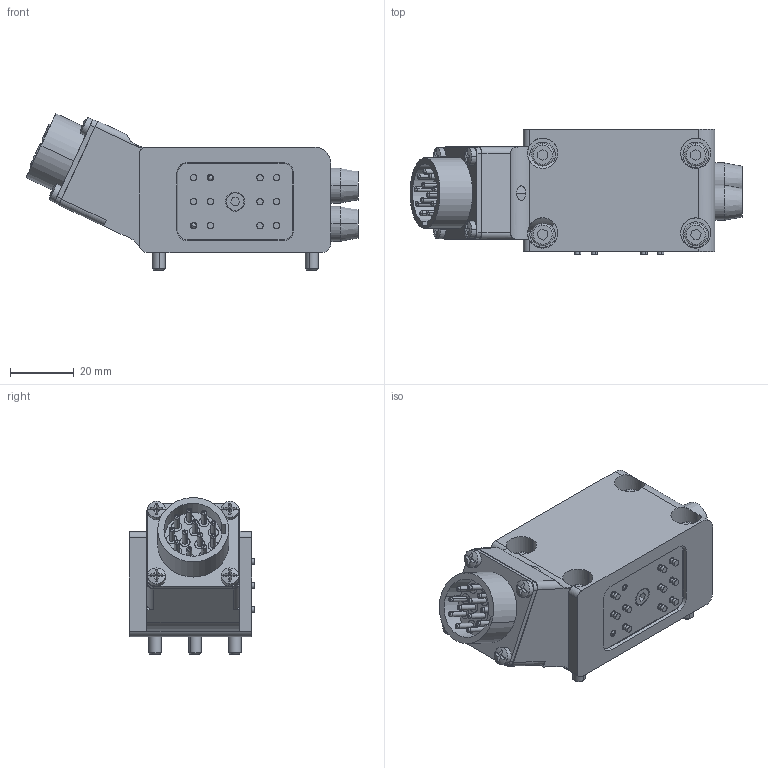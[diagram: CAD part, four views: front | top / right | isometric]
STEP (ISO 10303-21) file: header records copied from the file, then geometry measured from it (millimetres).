
FILE_DESCRIPTION (( 'STEP AP214' ), '1' );
FILE_NAME ('P1371.STEP', '2022-01-12T09:44:41', ( '' ), ( '' ), 'SwSTEP 2.0', 'SolidWorks 2019', '' );
FILE_SCHEMA (( 'AUTOMOTIVE_DESIGN' ));
Length unit declared in the file: millimetre
Products named in the file (1): P1371
Bounding box: 104.07 x 39.26 x 49.16 mm (x, y, z)
Volume: 103094.8 mm3; surface area: 36171.8 mm2
Topology: 54 solids, 55 shells, 1097 faces, 2387 edges, 1426 vertices
Faces by surface type: cylinder 452, plane 271, cone 174, torus 152, sphere 32, bspline 16
Entity records: 43954 total; most frequent: CARTESIAN_POINT 6710, DIRECTION 5746, ORIENTED_EDGE 4650, AXIS2_PLACEMENT_3D 2428, EDGE_CURVE 2325, VERTEX_POINT 1400, CIRCLE 1346, EDGE_LOOP 1253
